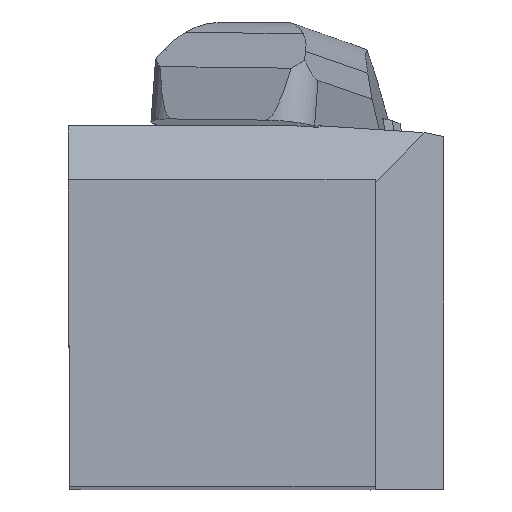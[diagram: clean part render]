
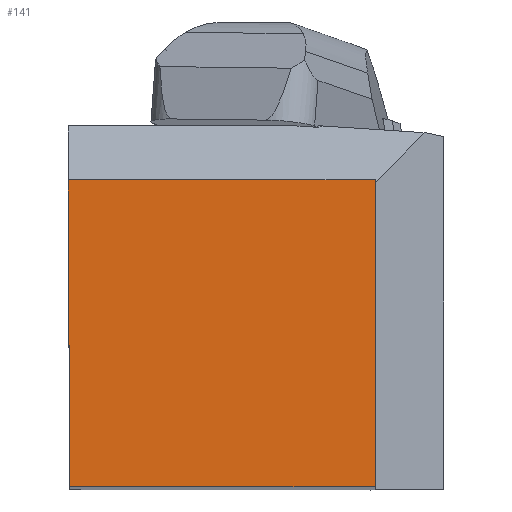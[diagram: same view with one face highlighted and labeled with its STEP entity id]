
A CAD part, top view. The second image highlights one B-rep face of the part: STEP entity #141.
In plain terms, the highlighted planar face has unit normal (0, 0, 1).
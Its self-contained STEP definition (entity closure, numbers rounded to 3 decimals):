
#141=ADVANCED_FACE('BLANK_BOXF006',(#253),#201,.F.);
#201=PLANE('',#1404);
#253=FACE_OUTER_BOUND('',#317,.T.);
#317=EDGE_LOOP('',(#478,#479,#480,#481));
#478=ORIENTED_EDGE('',*,*,#919,.T.);
#479=ORIENTED_EDGE('',*,*,#920,.T.);
#480=ORIENTED_EDGE('',*,*,#901,.T.);
#481=ORIENTED_EDGE('',*,*,#908,.T.);
#773=VERTEX_POINT('',#1997);
#774=VERTEX_POINT('',#1999);
#780=VERTEX_POINT('',#2012);
#788=VERTEX_POINT('',#2034);
#901=EDGE_CURVE('',#774,#773,#1069,.T.);
#908=EDGE_CURVE('',#773,#780,#1076,.T.);
#919=EDGE_CURVE('',#780,#788,#1086,.T.);
#920=EDGE_CURVE('',#788,#774,#1087,.T.);
#1069=LINE('',#1998,#1206);
#1076=LINE('',#2013,#1213);
#1086=LINE('',#2033,#1223);
#1087=LINE('',#2035,#1224);
#1206=VECTOR('',#1573,1.);
#1213=VECTOR('',#1582,1.);
#1223=VECTOR('',#1598,1.);
#1224=VECTOR('',#1599,1.);
#1404=AXIS2_PLACEMENT_3D('',#2036,#1600,#1601);
#1573=DIRECTION('',(0.004,-1.,0.));
#1582=DIRECTION('',(1.,0.,0.));
#1598=DIRECTION('',(0.,1.,0.));
#1599=DIRECTION('',(-1.,0.,0.));
#1600=DIRECTION('',(0.,0.,-1.));
#1601=DIRECTION('',(1.,0.,0.));
#1997=CARTESIAN_POINT('',(0.109,0.,0.));
#1998=CARTESIAN_POINT('',(-0.604,163.348,0.));
#1999=CARTESIAN_POINT('',(0.,24.875,0.));
#2012=CARTESIAN_POINT('',(24.875,0.,0.));
#2013=CARTESIAN_POINT('',(-163.35,0.,0.));
#2033=CARTESIAN_POINT('',(24.875,-163.35,0.));
#2034=CARTESIAN_POINT('',(24.875,24.875,0.));
#2035=CARTESIAN_POINT('',(163.35,24.875,0.));
#2036=CARTESIAN_POINT('',(39.35,-5.,0.));
